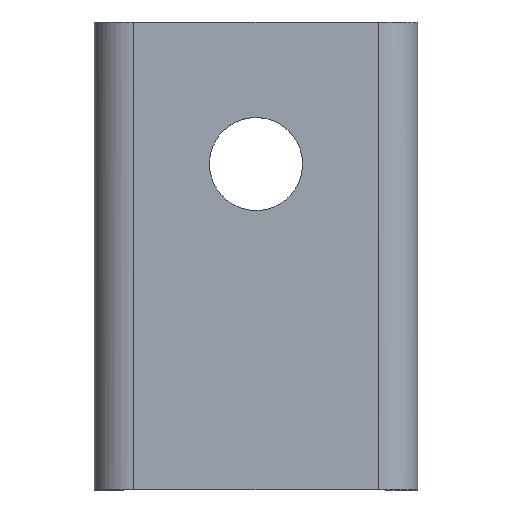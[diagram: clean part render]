
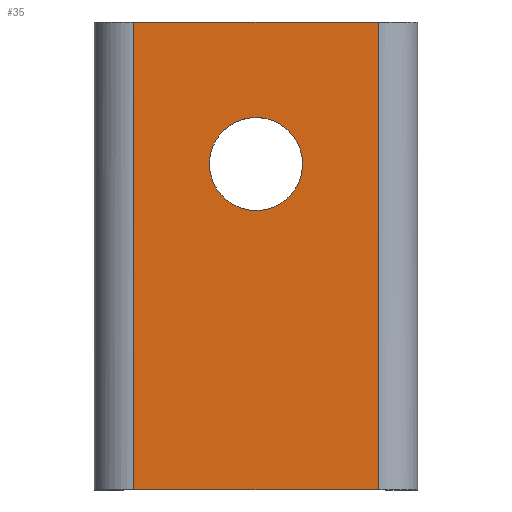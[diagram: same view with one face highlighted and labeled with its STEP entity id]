
A CAD part, top view. The second image highlights one B-rep face of the part: STEP entity #35.
In plain terms, the highlighted planar face has unit normal (0, 0, 1).
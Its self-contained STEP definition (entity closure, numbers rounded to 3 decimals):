
#25=FACE_BOUND('',#131,.T.);
#35=ADVANCED_FACE('',(#82,#25),#824,.T.);
#82=FACE_OUTER_BOUND('',#130,.T.);
#130=EDGE_LOOP('',(#270,#271,#272,#273));
#131=EDGE_LOOP('',(#274));
#270=ORIENTED_EDGE('',*,*,#459,.F.);
#271=ORIENTED_EDGE('',*,*,#463,.T.);
#272=ORIENTED_EDGE('',*,*,#458,.F.);
#273=ORIENTED_EDGE('',*,*,#462,.F.);
#274=ORIENTED_EDGE('',*,*,#439,.F.);
#439=EDGE_CURVE('',#709,#709,#698,.T.);
#458=EDGE_CURVE('',#722,#721,#586,.T.);
#459=EDGE_CURVE('',#724,#723,#587,.T.);
#462=EDGE_CURVE('',#723,#722,#590,.T.);
#463=EDGE_CURVE('',#724,#721,#591,.T.);
#586=B_SPLINE_CURVE_WITH_KNOTS('',1,(#1186,#1187),.UNSPECIFIED.,.F.,.F.,
(2,2),(-19.9,-9.9),.UNSPECIFIED.);
#587=B_SPLINE_CURVE_WITH_KNOTS('',1,(#1188,#1189),.UNSPECIFIED.,.F.,.F.,
(2,2),(-11.6,-1.6),.UNSPECIFIED.);
#590=B_SPLINE_CURVE_WITH_KNOTS('',1,(#1194,#1195),.UNSPECIFIED.,.F.,.F.,
(2,2),(0.,19.1),.UNSPECIFIED.);
#591=B_SPLINE_CURVE_WITH_KNOTS('',1,(#1196,#1197),.UNSPECIFIED.,.F.,.F.,
(2,2),(0.,19.1),.UNSPECIFIED.);
#698=(
BOUNDED_CURVE()
B_SPLINE_CURVE(2,(#1130,#1131,#1132,#1133,#1134,#1135,#1136,#1137,#1138),
 .UNSPECIFIED.,.T.,.F.)
B_SPLINE_CURVE_WITH_KNOTS((3,2,2,2,3),(0.,2.985,5.969,
8.954,11.938),.UNSPECIFIED.)
CURVE()
GEOMETRIC_REPRESENTATION_ITEM()
RATIONAL_B_SPLINE_CURVE((1.,0.707,1.,0.707,1.,0.707,
1.,0.707,1.))
REPRESENTATION_ITEM('')
);
#709=VERTEX_POINT('',#1040);
#721=VERTEX_POINT('',#1052);
#722=VERTEX_POINT('',#1053);
#723=VERTEX_POINT('',#1054);
#724=VERTEX_POINT('',#1055);
#824=PLANE('',#886);
#886=AXIS2_PLACEMENT_3D('',#1018,#931,$);
#931=DIRECTION('',(0.,0.,1.));
#1018=CARTESIAN_POINT('',(13.2,0.,0.));
#1040=CARTESIAN_POINT('',(8.5,13.3,0.));
#1052=CARTESIAN_POINT('',(11.6,19.1,0.));
#1053=CARTESIAN_POINT('',(1.6,19.1,0.));
#1054=CARTESIAN_POINT('',(1.6,0.,0.));
#1055=CARTESIAN_POINT('',(11.6,0.,0.));
#1130=CARTESIAN_POINT('',(8.5,13.3,0.));
#1131=CARTESIAN_POINT('',(8.5,15.2,0.));
#1132=CARTESIAN_POINT('',(6.6,15.2,0.));
#1133=CARTESIAN_POINT('',(4.7,15.2,0.));
#1134=CARTESIAN_POINT('',(4.7,13.3,0.));
#1135=CARTESIAN_POINT('',(4.7,11.4,0.));
#1136=CARTESIAN_POINT('',(6.6,11.4,0.));
#1137=CARTESIAN_POINT('',(8.5,11.4,0.));
#1138=CARTESIAN_POINT('',(8.5,13.3,0.));
#1186=CARTESIAN_POINT('',(1.6,19.1,0.));
#1187=CARTESIAN_POINT('',(11.6,19.1,0.));
#1188=CARTESIAN_POINT('',(11.6,0.,0.));
#1189=CARTESIAN_POINT('',(1.6,0.,0.));
#1194=CARTESIAN_POINT('',(1.6,0.,0.));
#1195=CARTESIAN_POINT('',(1.6,19.1,0.));
#1196=CARTESIAN_POINT('',(11.6,0.,0.));
#1197=CARTESIAN_POINT('',(11.6,19.1,0.));
